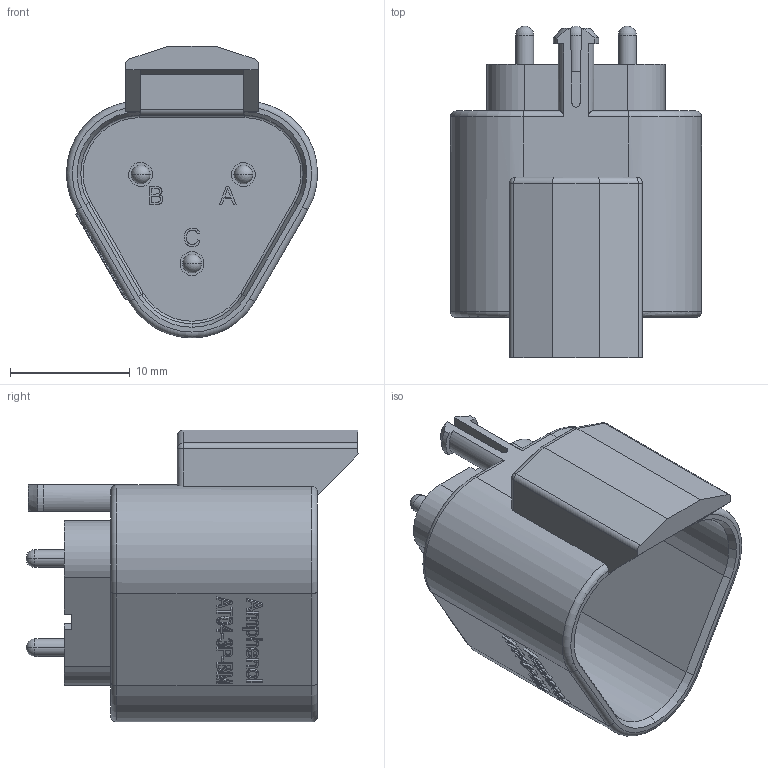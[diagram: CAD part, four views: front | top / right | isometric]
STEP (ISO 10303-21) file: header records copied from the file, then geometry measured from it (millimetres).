
FILE_DESCRIPTION((''),'2;1');
FILE_NAME('26-80433-03','2016-02-26T',('Orion.Li'),(''),'PRO/ENGINEER BY PARAMETRIC TECHNOLOGY CORPORATION, 2013230','PRO/ENGINEER BY PARAMETRIC TECHNOLOGY CORPORATION, 2013230','');
FILE_SCHEMA(('CONFIG_CONTROL_DESIGN'));
Length unit declared in the file: millimetre
Products named in the file (1): 26-80433-03
Bounding box: 21.02 x 27.78 x 24.43 mm (x, y, z)
Volume: 2412.4 mm3; surface area: 3443.9 mm2
Topology: 1 solids, 1 shells, 546 faces, 1475 edges, 961 vertices
Faces by surface type: plane 240, extrusion 222, cylinder 54, sphere 14, torus 9, cone 7
Entity records: 17723 total; most frequent: CARTESIAN_POINT 4819, ORIENTED_EDGE 2922, DIRECTION 2008, EDGE_CURVE 1461, VECTOR 1094, VERTEX_POINT 961, LINE 872, B_SPLINE_CURVE_WITH_KNOTS 678
